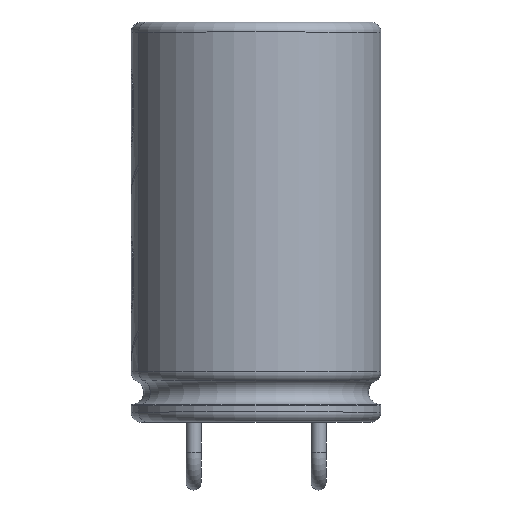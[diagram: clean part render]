
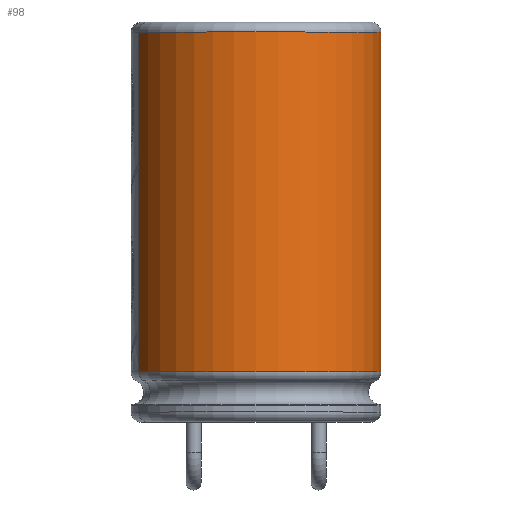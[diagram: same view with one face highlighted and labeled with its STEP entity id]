
A CAD part, top view. The second image highlights one B-rep face of the part: STEP entity #98.
In plain terms, the highlighted cylindrical face has radius 5 mm (diameter 10 mm), a partial arc.
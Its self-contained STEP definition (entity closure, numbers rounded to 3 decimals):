
#98=ADVANCED_FACE('',(#1026),#1028,.T.);
#1026=FACE_BOUND('',#1027,.T.);
#1027=EDGE_LOOP('',(#1780,#1781,#1782,#1783,#1784,#1785,#1786,#1787,#1788,#1789,
#1790,#1791,#1792,#1793,#1794,#1795,#1796,#1797,#1798,#1799));
#1028=CYLINDRICAL_SURFACE('',#1029,5.);
#1029=AXIS2_PLACEMENT_3D('',#1030,#1031,#1032);
#1030=CARTESIAN_POINT('',(0.,4.406,5.1));
#1031=DIRECTION('',(0.,1.,0.));
#1032=DIRECTION('',(-1.,0.,0.));
#1780=ORIENTED_EDGE('',*,*,#2318,.T.);
#1781=ORIENTED_EDGE('',*,*,#2319,.T.);
#1782=ORIENTED_EDGE('',*,*,#2299,.F.);
#1783=ORIENTED_EDGE('',*,*,#2320,.T.);
#1784=ORIENTED_EDGE('',*,*,#2321,.T.);
#1785=ORIENTED_EDGE('',*,*,#2322,.T.);
#1786=ORIENTED_EDGE('',*,*,#2323,.F.);
#1787=ORIENTED_EDGE('',*,*,#2324,.T.);
#1788=ORIENTED_EDGE('',*,*,#2325,.F.);
#1789=ORIENTED_EDGE('',*,*,#2326,.T.);
#1790=ORIENTED_EDGE('',*,*,#2327,.T.);
#1791=ORIENTED_EDGE('',*,*,#2328,.T.);
#1792=ORIENTED_EDGE('',*,*,#2315,.F.);
#1793=ORIENTED_EDGE('',*,*,#2329,.T.);
#1794=ORIENTED_EDGE('',*,*,#2330,.T.);
#1795=ORIENTED_EDGE('',*,*,#2331,.T.);
#1796=ORIENTED_EDGE('',*,*,#2313,.F.);
#1797=ORIENTED_EDGE('',*,*,#2332,.F.);
#1798=ORIENTED_EDGE('',*,*,#2301,.F.);
#1799=ORIENTED_EDGE('',*,*,#2333,.T.);
#2299=EDGE_CURVE('',#2578,#2573,#2580,.T.);
#2301=EDGE_CURVE('',#2582,#2584,#2585,.T.);
#2313=EDGE_CURVE('',#2604,#2594,#2606,.F.);
#2315=EDGE_CURVE('',#2608,#2610,#2611,.F.);
#2318=EDGE_CURVE('',#2615,#2616,#2617,.F.);
#2319=EDGE_CURVE('',#2616,#2573,#2618,.F.);
#2320=EDGE_CURVE('',#2578,#2619,#2620,.T.);
#2321=EDGE_CURVE('',#2619,#2621,#2622,.F.);
#2322=EDGE_CURVE('',#2621,#2623,#2624,.F.);
#2323=EDGE_CURVE('',#2625,#2623,#2626,.T.);
#2324=EDGE_CURVE('',#2625,#2627,#2628,.T.);
#2325=EDGE_CURVE('',#2629,#2627,#2630,.F.);
#2326=EDGE_CURVE('',#2629,#2631,#2632,.F.);
#2327=EDGE_CURVE('',#2631,#2633,#2634,.T.);
#2328=EDGE_CURVE('',#2633,#2610,#2635,.T.);
#2329=EDGE_CURVE('',#2608,#2636,#2637,.F.);
#2330=EDGE_CURVE('',#2636,#2638,#2639,.T.);
#2331=EDGE_CURVE('',#2638,#2594,#2640,.T.);
#2332=EDGE_CURVE('',#2584,#2604,#2641,.T.);
#2333=EDGE_CURVE('',#2582,#2615,#2642,.T.);
#2573=VERTEX_POINT('',#3052);
#2578=VERTEX_POINT('',#3061);
#2580=LINE('',#3065,#3066);
#2582=VERTEX_POINT('',#3069);
#2584=VERTEX_POINT('',#3073);
#2585=LINE('',#3074,#3075);
#2594=VERTEX_POINT('',#3096);
#2604=VERTEX_POINT('',#3116);
#2606=LINE('',#3121,#3122);
#2608=VERTEX_POINT('',#3125);
#2610=VERTEX_POINT('',#3129);
#2611=LINE('',#3130,#3131);
#2615=VERTEX_POINT('',#3140);
#2616=VERTEX_POINT('',#3141);
#2617=LINE('',#3142,#3143);
#2618=(BOUNDED_CURVE()B_SPLINE_CURVE(3,
(#3145,#3146,#3147,#3148),
.UNSPECIFIED.,.F.,.F.)B_SPLINE_CURVE_WITH_KNOTS((4,4),
(0.,1.),
.UNSPECIFIED.)CURVE()GEOMETRIC_REPRESENTATION_ITEM()RATIONAL_B_SPLINE_CURVE((1.,
1.,1.,1.))REPRESENTATION_ITEM(''));
#2619=VERTEX_POINT('',#3149);
#2620=(BOUNDED_CURVE()B_SPLINE_CURVE(3,
(#3150,#3151,#3152,#3153),
.UNSPECIFIED.,.F.,.F.)B_SPLINE_CURVE_WITH_KNOTS((4,4),
(0.,1.),
.UNSPECIFIED.)CURVE()GEOMETRIC_REPRESENTATION_ITEM()RATIONAL_B_SPLINE_CURVE((1.,
1.,1.,1.))REPRESENTATION_ITEM(''));
#2621=VERTEX_POINT('',#3154);
#2622=LINE('',#3155,#3156);
#2623=VERTEX_POINT('',#3158);
#2624=(BOUNDED_CURVE()B_SPLINE_CURVE(3,
(#3159,#3160,#3161,#3162),
.UNSPECIFIED.,.F.,.F.)B_SPLINE_CURVE_WITH_KNOTS((4,4),
(0.,1.),
.UNSPECIFIED.)CURVE()GEOMETRIC_REPRESENTATION_ITEM()RATIONAL_B_SPLINE_CURVE((1.,
1.,1.,1.))REPRESENTATION_ITEM(''));
#2625=VERTEX_POINT('',#3163);
#2626=LINE('',#3164,#3165);
#2627=VERTEX_POINT('',#3167);
#2628=CIRCLE('',#3168,5.);
#2629=VERTEX_POINT('',#3172);
#2630=LINE('',#3173,#3174);
#2631=VERTEX_POINT('',#3176);
#2632=(BOUNDED_CURVE()B_SPLINE_CURVE(3,
(#3177,#3178,#3179,#3180),
.UNSPECIFIED.,.F.,.F.)B_SPLINE_CURVE_WITH_KNOTS((4,4),
(0.,1.),
.UNSPECIFIED.)CURVE()GEOMETRIC_REPRESENTATION_ITEM()RATIONAL_B_SPLINE_CURVE((1.,
1.,1.,1.))REPRESENTATION_ITEM(''));
#2633=VERTEX_POINT('',#3181);
#2634=LINE('',#3182,#3183);
#2635=(BOUNDED_CURVE()B_SPLINE_CURVE(3,
(#3185,#3186,#3187,#3188),
.UNSPECIFIED.,.F.,.F.)B_SPLINE_CURVE_WITH_KNOTS((4,4),
(0.,1.),
.UNSPECIFIED.)CURVE()GEOMETRIC_REPRESENTATION_ITEM()RATIONAL_B_SPLINE_CURVE((1.,
1.,1.,1.))REPRESENTATION_ITEM(''));
#2636=VERTEX_POINT('',#3189);
#2637=(BOUNDED_CURVE()B_SPLINE_CURVE(3,
(#3190,#3191,#3192,#3193),
.UNSPECIFIED.,.F.,.F.)B_SPLINE_CURVE_WITH_KNOTS((4,4),
(0.,1.),
.UNSPECIFIED.)CURVE()GEOMETRIC_REPRESENTATION_ITEM()RATIONAL_B_SPLINE_CURVE((1.,
1.,1.,1.))REPRESENTATION_ITEM(''));
#2638=VERTEX_POINT('',#3194);
#2639=LINE('',#3195,#3196);
#2640=(BOUNDED_CURVE()B_SPLINE_CURVE(3,
(#3198,#3199,#3200,#3201),
.UNSPECIFIED.,.F.,.F.)B_SPLINE_CURVE_WITH_KNOTS((4,4),
(0.,1.),
.UNSPECIFIED.)CURVE()GEOMETRIC_REPRESENTATION_ITEM()RATIONAL_B_SPLINE_CURVE((1.,
1.,1.,1.))REPRESENTATION_ITEM(''));
#2641=CIRCLE('',#3202,5.);
#2642=(BOUNDED_CURVE()B_SPLINE_CURVE(3,
(#3206,#3207,#3208,#3209),
.UNSPECIFIED.,.F.,.F.)B_SPLINE_CURVE_WITH_KNOTS((4,4),
(0.,1.),
.UNSPECIFIED.)CURVE()GEOMETRIC_REPRESENTATION_ITEM()RATIONAL_B_SPLINE_CURVE((1.,
1.,1.,1.))REPRESENTATION_ITEM(''));
#3052=CARTESIAN_POINT('',(-4.698,12.564,6.81));
#3061=CARTESIAN_POINT('',(-4.698,6.097,6.81));
#3065=CARTESIAN_POINT('',(-4.698,6.097,6.81));
#3066=VECTOR('',#3067,1.);
#3067=DIRECTION('',(0.,1.,0.));
#3069=CARTESIAN_POINT('',(-4.698,12.764,6.81));
#3073=CARTESIAN_POINT('',(-4.698,18.,6.81));
#3074=CARTESIAN_POINT('',(-4.698,12.764,6.81));
#3075=VECTOR('',#3076,1.);
#3076=DIRECTION('',(0.,1.,0.));
#3096=CARTESIAN_POINT('',(-4.698,12.764,3.39));
#3116=CARTESIAN_POINT('',(-4.698,18.,3.39));
#3121=CARTESIAN_POINT('',(-4.698,12.764,3.39));
#3122=VECTOR('',#3123,1.);
#3123=DIRECTION('',(0.,1.,0.));
#3125=CARTESIAN_POINT('',(-4.698,12.564,3.39));
#3129=CARTESIAN_POINT('',(-4.698,6.097,3.39));
#3130=CARTESIAN_POINT('',(-4.698,6.097,3.39));
#3131=VECTOR('',#3132,1.);
#3132=DIRECTION('',(0.,1.,0.));
#3140=CARTESIAN_POINT('',(-4.698,12.764,6.81));
#3141=CARTESIAN_POINT('',(-4.698,12.564,6.81));
#3142=CARTESIAN_POINT('',(-4.698,12.564,6.81));
#3143=VECTOR('',#3144,1.);
#3144=DIRECTION('',(0.,1.,0.));
#3145=CARTESIAN_POINT('',(-4.698,12.564,6.81));
#3146=CARTESIAN_POINT('',(-4.698,12.564,6.81));
#3147=CARTESIAN_POINT('',(-4.698,12.564,6.81));
#3148=CARTESIAN_POINT('',(-4.698,12.564,6.81));
#3149=CARTESIAN_POINT('',(-4.698,6.098,6.81));
#3150=CARTESIAN_POINT('',(-4.698,6.097,6.81));
#3151=CARTESIAN_POINT('',(-4.698,6.098,6.81));
#3152=CARTESIAN_POINT('',(-4.698,6.098,6.81));
#3153=CARTESIAN_POINT('',(-4.698,6.098,6.81));
#3154=CARTESIAN_POINT('',(-4.698,5.898,6.81));
#3155=CARTESIAN_POINT('',(-4.698,5.898,6.81));
#3156=VECTOR('',#3157,1.);
#3157=DIRECTION('',(0.,1.,0.));
#3158=CARTESIAN_POINT('',(-4.698,5.897,6.81));
#3159=CARTESIAN_POINT('',(-4.698,5.897,6.81));
#3160=CARTESIAN_POINT('',(-4.698,5.898,6.81));
#3161=CARTESIAN_POINT('',(-4.698,5.898,6.81));
#3162=CARTESIAN_POINT('',(-4.698,5.898,6.81));
#3163=CARTESIAN_POINT('',(-4.698,4.406,6.81));
#3164=CARTESIAN_POINT('',(-4.698,4.406,6.81));
#3165=VECTOR('',#3166,1.);
#3166=DIRECTION('',(0.,1.,0.));
#3167=CARTESIAN_POINT('',(-4.698,4.406,3.39));
#3168=AXIS2_PLACEMENT_3D('',#3169,#3170,#3171);
#3169=CARTESIAN_POINT('',(0.,4.406,5.1));
#3170=DIRECTION('',(0.,1.,0.));
#3171=DIRECTION('',(-0.94,0.,0.342));
#3172=CARTESIAN_POINT('',(-4.698,5.897,3.39));
#3173=CARTESIAN_POINT('',(-4.698,4.406,3.39));
#3174=VECTOR('',#3175,1.);
#3175=DIRECTION('',(0.,1.,0.));
#3176=CARTESIAN_POINT('',(-4.698,5.898,3.39));
#3177=CARTESIAN_POINT('',(-4.698,5.898,3.39));
#3178=CARTESIAN_POINT('',(-4.698,5.898,3.39));
#3179=CARTESIAN_POINT('',(-4.698,5.898,3.39));
#3180=CARTESIAN_POINT('',(-4.698,5.897,3.39));
#3181=CARTESIAN_POINT('',(-4.698,6.098,3.39));
#3182=CARTESIAN_POINT('',(-4.698,5.898,3.39));
#3183=VECTOR('',#3184,1.);
#3184=DIRECTION('',(0.,1.,0.));
#3185=CARTESIAN_POINT('',(-4.698,6.098,3.39));
#3186=CARTESIAN_POINT('',(-4.698,6.098,3.39));
#3187=CARTESIAN_POINT('',(-4.698,6.098,3.39));
#3188=CARTESIAN_POINT('',(-4.698,6.097,3.39));
#3189=CARTESIAN_POINT('',(-4.698,12.564,3.39));
#3190=CARTESIAN_POINT('',(-4.698,12.564,3.39));
#3191=CARTESIAN_POINT('',(-4.698,12.564,3.39));
#3192=CARTESIAN_POINT('',(-4.698,12.564,3.39));
#3193=CARTESIAN_POINT('',(-4.698,12.564,3.39));
#3194=CARTESIAN_POINT('',(-4.698,12.764,3.39));
#3195=CARTESIAN_POINT('',(-4.698,12.564,3.39));
#3196=VECTOR('',#3197,1.);
#3197=DIRECTION('',(0.,1.,0.));
#3198=CARTESIAN_POINT('',(-4.698,12.764,3.39));
#3199=CARTESIAN_POINT('',(-4.698,12.764,3.39));
#3200=CARTESIAN_POINT('',(-4.698,12.764,3.39));
#3201=CARTESIAN_POINT('',(-4.698,12.764,3.39));
#3202=AXIS2_PLACEMENT_3D('',#3203,#3204,#3205);
#3203=CARTESIAN_POINT('',(0.,18.,5.1));
#3204=DIRECTION('',(0.,1.,0.));
#3205=DIRECTION('',(-0.94,0.,0.342));
#3206=CARTESIAN_POINT('',(-4.698,12.764,6.81));
#3207=CARTESIAN_POINT('',(-4.698,12.764,6.81));
#3208=CARTESIAN_POINT('',(-4.698,12.764,6.81));
#3209=CARTESIAN_POINT('',(-4.698,12.764,6.81));
